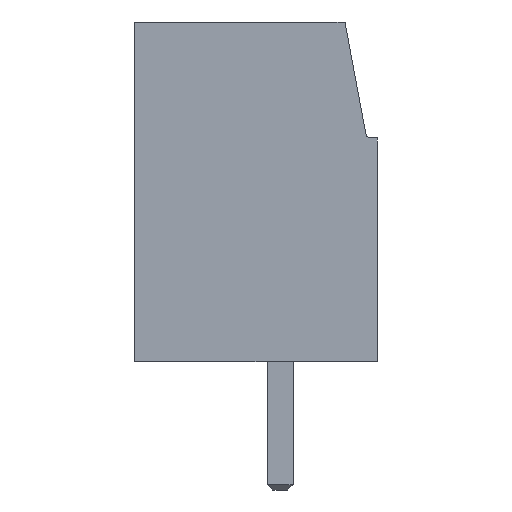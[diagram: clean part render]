
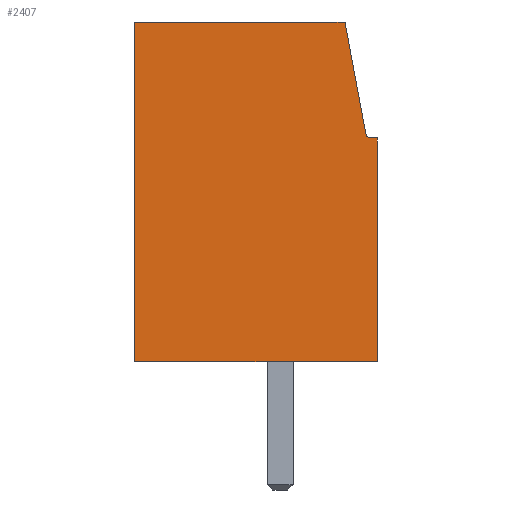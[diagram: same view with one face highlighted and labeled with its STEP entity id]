
A CAD part, left-side view. The second image highlights one B-rep face of the part: STEP entity #2407.
In plain terms, the highlighted planar face has unit normal (-1, 0, 0).
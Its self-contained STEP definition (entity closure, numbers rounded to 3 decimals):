
#490 = PLANE('',#491);
#491 = AXIS2_PLACEMENT_3D('',#492,#493,#494);
#492 = CARTESIAN_POINT('',(-5.,-3.6,0.));
#493 = DIRECTION('',(0.,-1.,0.));
#494 = DIRECTION('',(0.,0.,1.));
#1453 = EDGE_CURVE('',#1454,#1456,#1458,.T.);
#1454 = VERTEX_POINT('',#1455);
#1455 = CARTESIAN_POINT('',(-5.,-3.6,0.));
#1456 = VERTEX_POINT('',#1457);
#1457 = CARTESIAN_POINT('',(-5.,-3.6,8.3));
#1458 = SURFACE_CURVE('',#1459,(#1463,#1470),.PCURVE_S1.);
#1459 = LINE('',#1460,#1461);
#1460 = CARTESIAN_POINT('',(-5.,-3.6,0.));
#1461 = VECTOR('',#1462,1.);
#1462 = DIRECTION('',(0.,0.,1.));
#1463 = PCURVE('',#490,#1464);
#1464 = DEFINITIONAL_REPRESENTATION('',(#1465),#1469);
#1465 = LINE('',#1466,#1467);
#1466 = CARTESIAN_POINT('',(0.,0.));
#1467 = VECTOR('',#1468,1.);
#1468 = DIRECTION('',(1.,0.));
#1469 = ( GEOMETRIC_REPRESENTATION_CONTEXT(2) 
PARAMETRIC_REPRESENTATION_CONTEXT() REPRESENTATION_CONTEXT('2D SPACE',''
  ) );
#1470 = PCURVE('',#1471,#1476);
#1471 = PLANE('',#1472);
#1472 = AXIS2_PLACEMENT_3D('',#1473,#1474,#1475);
#1473 = CARTESIAN_POINT('',(-5.,1.044,6.148));
#1474 = DIRECTION('',(-1.,0.,0.));
#1475 = DIRECTION('',(0.,0.,-1.));
#1476 = DEFINITIONAL_REPRESENTATION('',(#1477),#1481);
#1477 = LINE('',#1478,#1479);
#1478 = CARTESIAN_POINT('',(6.148,4.644));
#1479 = VECTOR('',#1480,1.);
#1480 = DIRECTION('',(-1.,0.));
#1481 = ( GEOMETRIC_REPRESENTATION_CONTEXT(2) 
PARAMETRIC_REPRESENTATION_CONTEXT() REPRESENTATION_CONTEXT('2D SPACE',''
  ) );
#1499 = PLANE('',#1500);
#1500 = AXIS2_PLACEMENT_3D('',#1501,#1502,#1503);
#1501 = CARTESIAN_POINT('',(-5.,5.4,0.));
#1502 = DIRECTION('',(0.,0.,-1.));
#1503 = DIRECTION('',(0.,-1.,0.));
#1915 = PLANE('',#1916);
#1916 = AXIS2_PLACEMENT_3D('',#1917,#1918,#1919);
#1917 = CARTESIAN_POINT('',(-5.,-3.6,8.3));
#1918 = DIRECTION('',(0.,0.,1.));
#1919 = DIRECTION('',(0.,1.,0.));
#2023 = PLANE('',#2024);
#2024 = AXIS2_PLACEMENT_3D('',#2025,#2026,#2027);
#2025 = CARTESIAN_POINT('',(-5.,-2.4,12.6));
#2026 = DIRECTION('',(0.,0.,1.));
#2027 = DIRECTION('',(0.,1.,0.));
#2407 = ADVANCED_FACE('',(#2408),#1471,.T.);
#2408 = FACE_BOUND('',#2409,.T.);
#2409 = EDGE_LOOP('',(#2410,#2433,#2466,#2494,#2517,#2545,#2566));
#2410 = ORIENTED_EDGE('',*,*,#2411,.T.);
#2411 = EDGE_CURVE('',#1456,#2412,#2414,.T.);
#2412 = VERTEX_POINT('',#2413);
#2413 = CARTESIAN_POINT('',(-5.,-3.366,8.3));
#2414 = SURFACE_CURVE('',#2415,(#2419,#2426),.PCURVE_S1.);
#2415 = LINE('',#2416,#2417);
#2416 = CARTESIAN_POINT('',(-5.,-3.6,8.3));
#2417 = VECTOR('',#2418,1.);
#2418 = DIRECTION('',(0.,1.,0.));
#2419 = PCURVE('',#1471,#2420);
#2420 = DEFINITIONAL_REPRESENTATION('',(#2421),#2425);
#2421 = LINE('',#2422,#2423);
#2422 = CARTESIAN_POINT('',(-2.152,4.644));
#2423 = VECTOR('',#2424,1.);
#2424 = DIRECTION('',(0.,-1.));
#2425 = ( GEOMETRIC_REPRESENTATION_CONTEXT(2) 
PARAMETRIC_REPRESENTATION_CONTEXT() REPRESENTATION_CONTEXT('2D SPACE',''
  ) );
#2426 = PCURVE('',#1915,#2427);
#2427 = DEFINITIONAL_REPRESENTATION('',(#2428),#2432);
#2428 = LINE('',#2429,#2430);
#2429 = CARTESIAN_POINT('',(0.,0.));
#2430 = VECTOR('',#2431,1.);
#2431 = DIRECTION('',(1.,0.));
#2432 = ( GEOMETRIC_REPRESENTATION_CONTEXT(2) 
PARAMETRIC_REPRESENTATION_CONTEXT() REPRESENTATION_CONTEXT('2D SPACE',''
  ) );
#2433 = ORIENTED_EDGE('',*,*,#2434,.T.);
#2434 = EDGE_CURVE('',#2412,#2435,#2437,.T.);
#2435 = VERTEX_POINT('',#2436);
#2436 = CARTESIAN_POINT('',(-5.,-3.17,8.463));
#2437 = SURFACE_CURVE('',#2438,(#2443,#2454),.PCURVE_S1.);
#2438 = CIRCLE('',#2439,0.2);
#2439 = AXIS2_PLACEMENT_3D('',#2440,#2441,#2442);
#2440 = CARTESIAN_POINT('',(-5.,-3.366,8.5));
#2441 = DIRECTION('',(1.,0.,0.));
#2442 = DIRECTION('',(0.,-1.,0.));
#2443 = PCURVE('',#1471,#2444);
#2444 = DEFINITIONAL_REPRESENTATION('',(#2445),#2453);
#2445 = ( BOUNDED_CURVE() B_SPLINE_CURVE(2,(#2446,#2447,#2448,#2449,
#2450,#2451,#2452),.UNSPECIFIED.,.T.,.F.) B_SPLINE_CURVE_WITH_KNOTS((1,2
    ,2,2,2,1),(-2.094,0.,2.094,4.189,
6.283,8.378),.UNSPECIFIED.) CURVE() 
GEOMETRIC_REPRESENTATION_ITEM() RATIONAL_B_SPLINE_CURVE((1.,0.5,1.,0.5,
1.,0.5,1.)) REPRESENTATION_ITEM('') );
#2446 = CARTESIAN_POINT('',(-2.352,4.61));
#2447 = CARTESIAN_POINT('',(-2.006,4.61));
#2448 = CARTESIAN_POINT('',(-2.179,4.31));
#2449 = CARTESIAN_POINT('',(-2.352,4.01));
#2450 = CARTESIAN_POINT('',(-2.525,4.31));
#2451 = CARTESIAN_POINT('',(-2.698,4.61));
#2452 = CARTESIAN_POINT('',(-2.352,4.61));
#2453 = ( GEOMETRIC_REPRESENTATION_CONTEXT(2) 
PARAMETRIC_REPRESENTATION_CONTEXT() REPRESENTATION_CONTEXT('2D SPACE',''
  ) );
#2454 = PCURVE('',#2455,#2460);
#2455 = CYLINDRICAL_SURFACE('',#2456,0.2);
#2456 = AXIS2_PLACEMENT_3D('',#2457,#2458,#2459);
#2457 = CARTESIAN_POINT('',(-5.,-3.366,8.5));
#2458 = DIRECTION('',(1.,0.,0.));
#2459 = DIRECTION('',(0.,0.,-1.));
#2460 = DEFINITIONAL_REPRESENTATION('',(#2461),#2465);
#2461 = LINE('',#2462,#2463);
#2462 = CARTESIAN_POINT('',(-1.571,0.));
#2463 = VECTOR('',#2464,1.);
#2464 = DIRECTION('',(1.,0.));
#2465 = ( GEOMETRIC_REPRESENTATION_CONTEXT(2) 
PARAMETRIC_REPRESENTATION_CONTEXT() REPRESENTATION_CONTEXT('2D SPACE',''
  ) );
#2466 = ORIENTED_EDGE('',*,*,#2467,.T.);
#2467 = EDGE_CURVE('',#2435,#2468,#2470,.T.);
#2468 = VERTEX_POINT('',#2469);
#2469 = CARTESIAN_POINT('',(-5.,-2.4,12.6));
#2470 = SURFACE_CURVE('',#2471,(#2475,#2482),.PCURVE_S1.);
#2471 = LINE('',#2472,#2473);
#2472 = CARTESIAN_POINT('',(-5.,-3.2,8.3));
#2473 = VECTOR('',#2474,1.);
#2474 = DIRECTION('',(0.,0.183,0.983)
  );
#2475 = PCURVE('',#1471,#2476);
#2476 = DEFINITIONAL_REPRESENTATION('',(#2477),#2481);
#2477 = LINE('',#2478,#2479);
#2478 = CARTESIAN_POINT('',(-2.152,4.244));
#2479 = VECTOR('',#2480,1.);
#2480 = DIRECTION('',(-0.983,-0.183));
#2481 = ( GEOMETRIC_REPRESENTATION_CONTEXT(2) 
PARAMETRIC_REPRESENTATION_CONTEXT() REPRESENTATION_CONTEXT('2D SPACE',''
  ) );
#2482 = PCURVE('',#2483,#2488);
#2483 = PLANE('',#2484);
#2484 = AXIS2_PLACEMENT_3D('',#2485,#2486,#2487);
#2485 = CARTESIAN_POINT('',(-5.,-3.2,8.3));
#2486 = DIRECTION('',(0.,-0.983,0.183
    ));
#2487 = DIRECTION('',(0.,0.183,0.983)
  );
#2488 = DEFINITIONAL_REPRESENTATION('',(#2489),#2493);
#2489 = LINE('',#2490,#2491);
#2490 = CARTESIAN_POINT('',(0.,0.));
#2491 = VECTOR('',#2492,1.);
#2492 = DIRECTION('',(1.,0.));
#2493 = ( GEOMETRIC_REPRESENTATION_CONTEXT(2) 
PARAMETRIC_REPRESENTATION_CONTEXT() REPRESENTATION_CONTEXT('2D SPACE',''
  ) );
#2494 = ORIENTED_EDGE('',*,*,#2495,.T.);
#2495 = EDGE_CURVE('',#2468,#2496,#2498,.T.);
#2496 = VERTEX_POINT('',#2497);
#2497 = CARTESIAN_POINT('',(-5.,5.4,12.6));
#2498 = SURFACE_CURVE('',#2499,(#2503,#2510),.PCURVE_S1.);
#2499 = LINE('',#2500,#2501);
#2500 = CARTESIAN_POINT('',(-5.,-2.4,12.6));
#2501 = VECTOR('',#2502,1.);
#2502 = DIRECTION('',(0.,1.,0.));
#2503 = PCURVE('',#1471,#2504);
#2504 = DEFINITIONAL_REPRESENTATION('',(#2505),#2509);
#2505 = LINE('',#2506,#2507);
#2506 = CARTESIAN_POINT('',(-6.452,3.444));
#2507 = VECTOR('',#2508,1.);
#2508 = DIRECTION('',(0.,-1.));
#2509 = ( GEOMETRIC_REPRESENTATION_CONTEXT(2) 
PARAMETRIC_REPRESENTATION_CONTEXT() REPRESENTATION_CONTEXT('2D SPACE',''
  ) );
#2510 = PCURVE('',#2023,#2511);
#2511 = DEFINITIONAL_REPRESENTATION('',(#2512),#2516);
#2512 = LINE('',#2513,#2514);
#2513 = CARTESIAN_POINT('',(0.,0.));
#2514 = VECTOR('',#2515,1.);
#2515 = DIRECTION('',(1.,0.));
#2516 = ( GEOMETRIC_REPRESENTATION_CONTEXT(2) 
PARAMETRIC_REPRESENTATION_CONTEXT() REPRESENTATION_CONTEXT('2D SPACE',''
  ) );
#2517 = ORIENTED_EDGE('',*,*,#2518,.T.);
#2518 = EDGE_CURVE('',#2496,#2519,#2521,.T.);
#2519 = VERTEX_POINT('',#2520);
#2520 = CARTESIAN_POINT('',(-5.,5.4,0.));
#2521 = SURFACE_CURVE('',#2522,(#2526,#2533),.PCURVE_S1.);
#2522 = LINE('',#2523,#2524);
#2523 = CARTESIAN_POINT('',(-5.,5.4,12.6));
#2524 = VECTOR('',#2525,1.);
#2525 = DIRECTION('',(0.,0.,-1.));
#2526 = PCURVE('',#1471,#2527);
#2527 = DEFINITIONAL_REPRESENTATION('',(#2528),#2532);
#2528 = LINE('',#2529,#2530);
#2529 = CARTESIAN_POINT('',(-6.452,-4.356));
#2530 = VECTOR('',#2531,1.);
#2531 = DIRECTION('',(1.,0.));
#2532 = ( GEOMETRIC_REPRESENTATION_CONTEXT(2) 
PARAMETRIC_REPRESENTATION_CONTEXT() REPRESENTATION_CONTEXT('2D SPACE',''
  ) );
#2533 = PCURVE('',#2534,#2539);
#2534 = PLANE('',#2535);
#2535 = AXIS2_PLACEMENT_3D('',#2536,#2537,#2538);
#2536 = CARTESIAN_POINT('',(-5.,5.4,12.6));
#2537 = DIRECTION('',(0.,1.,0.));
#2538 = DIRECTION('',(0.,0.,-1.));
#2539 = DEFINITIONAL_REPRESENTATION('',(#2540),#2544);
#2540 = LINE('',#2541,#2542);
#2541 = CARTESIAN_POINT('',(0.,0.));
#2542 = VECTOR('',#2543,1.);
#2543 = DIRECTION('',(1.,0.));
#2544 = ( GEOMETRIC_REPRESENTATION_CONTEXT(2) 
PARAMETRIC_REPRESENTATION_CONTEXT() REPRESENTATION_CONTEXT('2D SPACE',''
  ) );
#2545 = ORIENTED_EDGE('',*,*,#2546,.T.);
#2546 = EDGE_CURVE('',#2519,#1454,#2547,.T.);
#2547 = SURFACE_CURVE('',#2548,(#2552,#2559),.PCURVE_S1.);
#2548 = LINE('',#2549,#2550);
#2549 = CARTESIAN_POINT('',(-5.,5.4,0.));
#2550 = VECTOR('',#2551,1.);
#2551 = DIRECTION('',(0.,-1.,0.));
#2552 = PCURVE('',#1471,#2553);
#2553 = DEFINITIONAL_REPRESENTATION('',(#2554),#2558);
#2554 = LINE('',#2555,#2556);
#2555 = CARTESIAN_POINT('',(6.148,-4.356));
#2556 = VECTOR('',#2557,1.);
#2557 = DIRECTION('',(0.,1.));
#2558 = ( GEOMETRIC_REPRESENTATION_CONTEXT(2) 
PARAMETRIC_REPRESENTATION_CONTEXT() REPRESENTATION_CONTEXT('2D SPACE',''
  ) );
#2559 = PCURVE('',#1499,#2560);
#2560 = DEFINITIONAL_REPRESENTATION('',(#2561),#2565);
#2561 = LINE('',#2562,#2563);
#2562 = CARTESIAN_POINT('',(0.,0.));
#2563 = VECTOR('',#2564,1.);
#2564 = DIRECTION('',(1.,0.));
#2565 = ( GEOMETRIC_REPRESENTATION_CONTEXT(2) 
PARAMETRIC_REPRESENTATION_CONTEXT() REPRESENTATION_CONTEXT('2D SPACE',''
  ) );
#2566 = ORIENTED_EDGE('',*,*,#1453,.T.);
